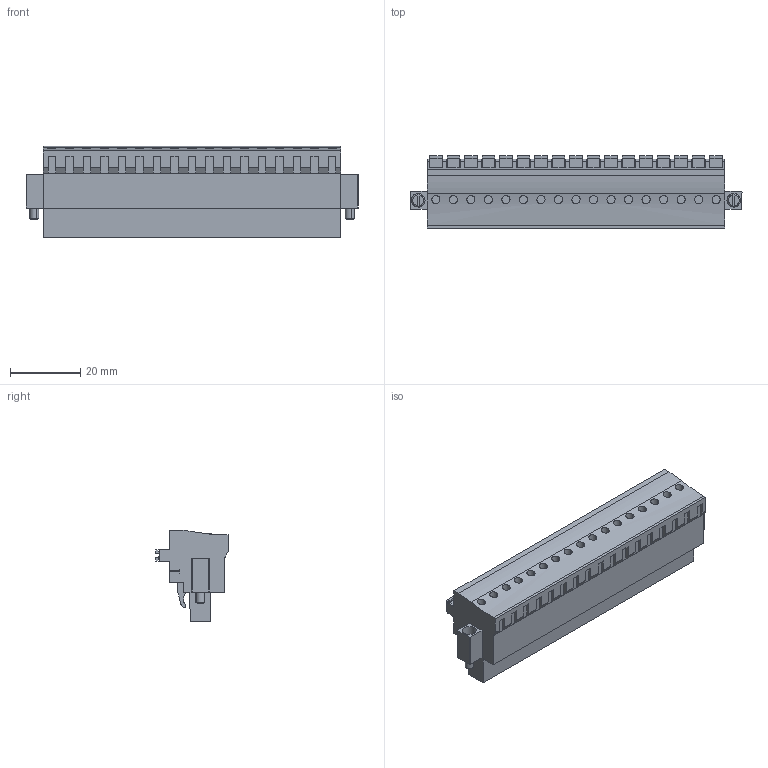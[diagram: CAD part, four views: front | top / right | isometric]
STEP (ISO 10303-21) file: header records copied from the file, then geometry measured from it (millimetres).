
FILE_DESCRIPTION(('CATIA V5 STEP Exchange','CAx-IF Rec.Pracs.--- Model Styling and Organization---1.2---2011-12-15'),'2;1');
FILE_NAME ('D1461048_0_1979610000_1979610000.stp','2018-09-10T16:27:39+00:00',('none'),('Weidmueller'),'CATIA Version 5-6 Release 2014','CATIA V5 STEP AP214','none');
FILE_SCHEMA(('AUTOMOTIVE_DESIGN { 1 0 10303 214 1 1 1 1 }'));
Length unit declared in the file: millimetre
Products named in the file (1): 1979610000
Bounding box: 94.8 x 20.64 x 26.24 mm (x, y, z)
Volume: 26557.3 mm3; surface area: 12244.8 mm2
Topology: 20 solids, 20 shells, 879 faces, 2324 edges, 1544 vertices
Faces by surface type: plane 596, cylinder 219, cone 42, torus 12, extrusion 10
Entity records: 24477 total; most frequent: CARTESIAN_POINT 4765, ORIENTED_EDGE 4648, DIRECTION 2964, EDGE_CURVE 2324, VECTOR 1764, LINE 1754, VERTEX_POINT 1544, EDGE_LOOP 942
